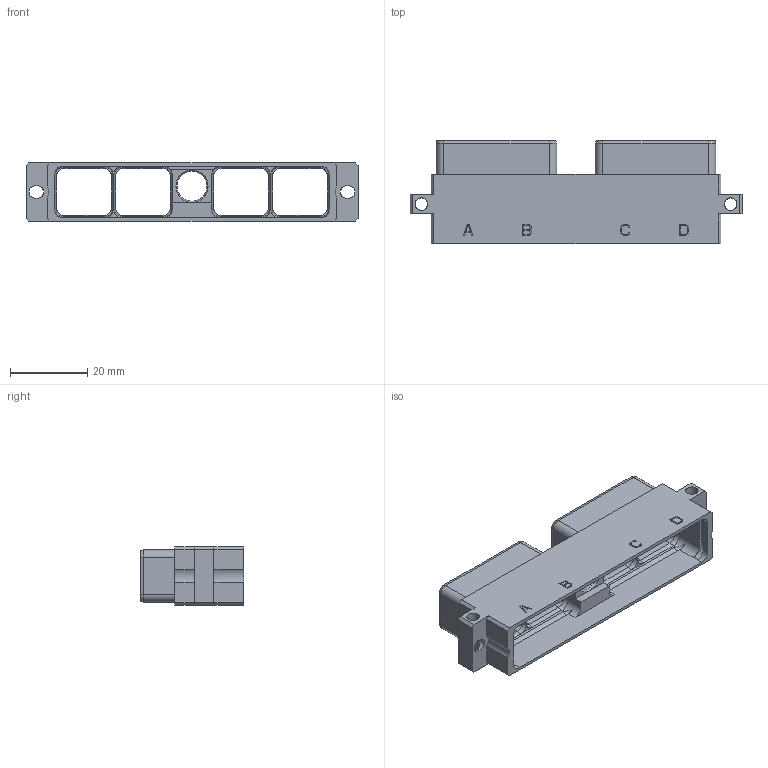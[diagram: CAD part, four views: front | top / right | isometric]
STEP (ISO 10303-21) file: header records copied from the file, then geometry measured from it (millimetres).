
FILE_DESCRIPTION((''),'2;1');
FILE_NAME('SIM2D82V','2019-09-12T',('presta_be4'),(''),'PRO/ENGINEER BY PARAMETRIC TECHNOLOGY CORPORATION, 2014310','PRO/ENGINEER BY PARAMETRIC TECHNOLOGY CORPORATION, 2014310','');
FILE_SCHEMA(('CONFIG_CONTROL_DESIGN'));
Length unit declared in the file: millimetre
Products named in the file (1): SIM2D82V
Bounding box: 85.88 x 26.73 x 15.16 mm (x, y, z)
Volume: 6717.7 mm3; surface area: 11601.3 mm2
Topology: 1 solids, 1 shells, 636 faces, 1789 edges, 1166 vertices
Faces by surface type: plane 515, cylinder 87, cone 34
Entity records: 21596 total; most frequent: CARTESIAN_POINT 5020, ORIENTED_EDGE 3578, DIRECTION 3217, EDGE_CURVE 1789, VECTOR 1545, LINE 1545, VERTEX_POINT 1166, AXIS2_PLACEMENT_3D 836
